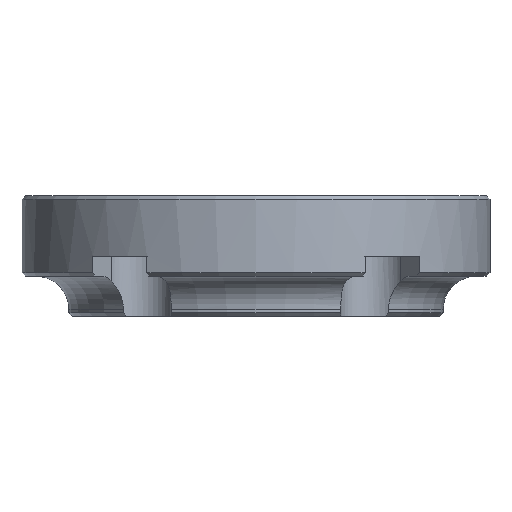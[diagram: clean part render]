
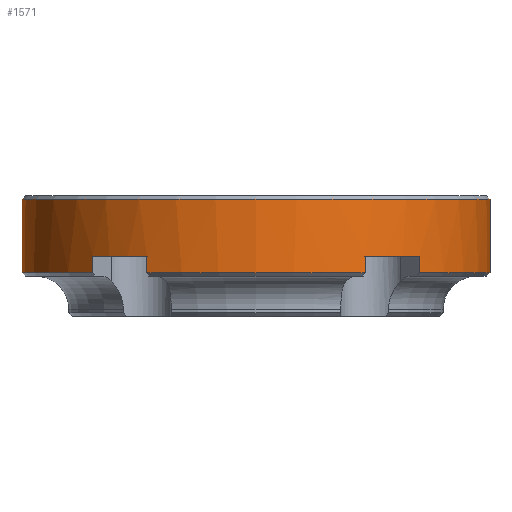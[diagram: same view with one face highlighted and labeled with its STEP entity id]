
A CAD part, front view. The second image highlights one B-rep face of the part: STEP entity #1571.
In plain terms, the highlighted cylindrical face has radius 35 mm (diameter 70 mm), a partial arc.
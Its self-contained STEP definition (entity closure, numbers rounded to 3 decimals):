
#25 = VERTEX_POINT ( 'NONE', #1834 ) ;
#43 = CARTESIAN_POINT ( 'NONE',  ( 35., 0., 0. ) ) ;
#110 = LINE ( 'NONE', #656, #2200 ) ;
#123 = AXIS2_PLACEMENT_3D ( 'NONE', #1453, #1158, #1092 ) ;
#185 = DIRECTION ( 'NONE',  ( -1., 0., 0. ) ) ;
#205 = VERTEX_POINT ( 'NONE', #3530 ) ;
#267 = EDGE_CURVE ( 'NONE', #205, #727, #1136, .T. ) ;
#303 = EDGE_CURVE ( 'NONE', #3158, #2635, #2596, .T. ) ;
#346 = LINE ( 'NONE', #43, #2018 ) ;
#416 = EDGE_CURVE ( 'NONE', #2931, #2635, #1400, .T. ) ;
#419 = DIRECTION ( 'NONE',  ( 0., 0., -1. ) ) ;
#421 = CARTESIAN_POINT ( 'NONE',  ( 0., 0., -11.5 ) ) ;
#433 = ORIENTED_EDGE ( 'NONE', *, *, #303, .F. ) ;
#441 = DIRECTION ( 'NONE',  ( 0., 0., 1. ) ) ;
#456 = DIRECTION ( 'NONE',  ( 0., 0., 1. ) ) ;
#500 = CARTESIAN_POINT ( 'NONE',  ( -35., 0., -11.5 ) ) ;
#516 = DIRECTION ( 'NONE',  ( 0., 0., -1. ) ) ;
#541 = VERTEX_POINT ( 'NONE', #1315 ) ;
#563 = DIRECTION ( 'NONE',  ( 1., 0., 0. ) ) ;
#570 = CARTESIAN_POINT ( 'NONE',  ( -16.316, -30.964, -11.5 ) ) ;
#656 = CARTESIAN_POINT ( 'NONE',  ( 16.316, -30.964, -9. ) ) ;
#727 = VERTEX_POINT ( 'NONE', #570 ) ;
#745 = ORIENTED_EDGE ( 'NONE', *, *, #2088, .F. ) ;
#844 = CIRCLE ( 'NONE', #2262, 35. ) ;
#929 = CARTESIAN_POINT ( 'NONE',  ( 24.407, -25.086, -11.5 ) ) ;
#930 = CIRCLE ( 'NONE', #1690, 35. ) ;
#1011 = ORIENTED_EDGE ( 'NONE', *, *, #416, .T. ) ;
#1043 = CARTESIAN_POINT ( 'NONE',  ( 0., 0., -11.5 ) ) ;
#1081 = EDGE_CURVE ( 'NONE', #3044, #25, #3337, .T. ) ;
#1092 = DIRECTION ( 'NONE',  ( 0.809, -0.588, 0. ) ) ;
#1136 = LINE ( 'NONE', #2357, #3920 ) ;
#1158 = DIRECTION ( 'NONE',  ( 0., 0., -1. ) ) ;
#1192 = ORIENTED_EDGE ( 'NONE', *, *, #2970, .F. ) ;
#1193 = CIRCLE ( 'NONE', #2223, 35. ) ;
#1290 = CYLINDRICAL_SURFACE ( 'NONE', #3708, 35. ) ;
#1297 = VERTEX_POINT ( 'NONE', #3499 ) ;
#1315 = CARTESIAN_POINT ( 'NONE',  ( 16.316, -30.964, -9. ) ) ;
#1400 = CIRCLE ( 'NONE', #1593, 35. ) ;
#1453 = CARTESIAN_POINT ( 'NONE',  ( 0., 0., -9. ) ) ;
#1553 = VERTEX_POINT ( 'NONE', #929 ) ;
#1566 = CARTESIAN_POINT ( 'NONE',  ( 0., 0., 0. ) ) ;
#1571 = ADVANCED_FACE ( 'NONE', ( #1895 ), #1290, .T. ) ;
#1593 = AXIS2_PLACEMENT_3D ( 'NONE', #2164, #3382, #563 ) ;
#1599 = VECTOR ( 'NONE', #3845, 1000. ) ;
#1605 = AXIS2_PLACEMENT_3D ( 'NONE', #3277, #516, #185 ) ;
#1624 = EDGE_CURVE ( 'NONE', #1553, #2520, #1193, .T. ) ;
#1628 = CIRCLE ( 'NONE', #123, 35. ) ;
#1637 = LINE ( 'NONE', #3471, #3293 ) ;
#1690 = AXIS2_PLACEMENT_3D ( 'NONE', #1043, #456, #3526 ) ;
#1811 = LINE ( 'NONE', #3029, #2828 ) ;
#1834 = CARTESIAN_POINT ( 'NONE',  ( -35., 0., -0.5 ) ) ;
#1895 = FACE_OUTER_BOUND ( 'NONE', #3234, .T. ) ;
#2018 = VECTOR ( 'NONE', #2512, 1000. ) ;
#2020 = ORIENTED_EDGE ( 'NONE', *, *, #1624, .T. ) ;
#2024 = DIRECTION ( 'NONE',  ( 0.809, 0.588, 0. ) ) ;
#2040 = ORIENTED_EDGE ( 'NONE', *, *, #3616, .T. ) ;
#2070 = EDGE_CURVE ( 'NONE', #727, #1297, #930, .T. ) ;
#2088 = EDGE_CURVE ( 'NONE', #2931, #25, #1637, .T. ) ;
#2110 = CARTESIAN_POINT ( 'NONE',  ( -24.407, -25.086, -11.5 ) ) ;
#2118 = EDGE_CURVE ( 'NONE', #205, #3158, #1628, .T. ) ;
#2164 = CARTESIAN_POINT ( 'NONE',  ( 0., 0., -11.5 ) ) ;
#2200 = VECTOR ( 'NONE', #419, 1000. ) ;
#2223 = AXIS2_PLACEMENT_3D ( 'NONE', #421, #441, #3848 ) ;
#2262 = AXIS2_PLACEMENT_3D ( 'NONE', #2356, #3545, #2024 ) ;
#2319 = CARTESIAN_POINT ( 'NONE',  ( -24.407, -25.086, -9. ) ) ;
#2325 = CARTESIAN_POINT ( 'NONE',  ( 35., 0., -11.5 ) ) ;
#2328 = EDGE_CURVE ( 'NONE', #2520, #3044, #346, .T. ) ;
#2356 = CARTESIAN_POINT ( 'NONE',  ( 0., 0., -9. ) ) ;
#2357 = CARTESIAN_POINT ( 'NONE',  ( -16.316, -30.964, -9. ) ) ;
#2381 = VERTEX_POINT ( 'NONE', #3244 ) ;
#2468 = ORIENTED_EDGE ( 'NONE', *, *, #1081, .T. ) ;
#2512 = DIRECTION ( 'NONE',  ( 0., 0., 1. ) ) ;
#2520 = VERTEX_POINT ( 'NONE', #2325 ) ;
#2596 = LINE ( 'NONE', #2319, #1599 ) ;
#2635 = VERTEX_POINT ( 'NONE', #2110 ) ;
#2712 = ORIENTED_EDGE ( 'NONE', *, *, #2118, .F. ) ;
#2713 = CARTESIAN_POINT ( 'NONE',  ( 35., 0., -0.5 ) ) ;
#2787 = DIRECTION ( 'NONE',  ( 0., 0., 1. ) ) ;
#2828 = VECTOR ( 'NONE', #3332, 1000. ) ;
#2855 = DIRECTION ( 'NONE',  ( 0., 0., 1. ) ) ;
#2931 = VERTEX_POINT ( 'NONE', #500 ) ;
#2970 = EDGE_CURVE ( 'NONE', #2381, #541, #844, .T. ) ;
#3029 = CARTESIAN_POINT ( 'NONE',  ( 24.407, -25.086, -9. ) ) ;
#3044 = VERTEX_POINT ( 'NONE', #2713 ) ;
#3158 = VERTEX_POINT ( 'NONE', #3405 ) ;
#3234 = EDGE_LOOP ( 'NONE', ( #745, #1011, #433, #2712, #3862, #3380, #3296, #1192, #2040, #2020, #3272, #2468 ) ) ;
#3244 = CARTESIAN_POINT ( 'NONE',  ( 24.407, -25.086, -9. ) ) ;
#3272 = ORIENTED_EDGE ( 'NONE', *, *, #2328, .T. ) ;
#3277 = CARTESIAN_POINT ( 'NONE',  ( 0., 0., -0.5 ) ) ;
#3293 = VECTOR ( 'NONE', #2855, 1000. ) ;
#3296 = ORIENTED_EDGE ( 'NONE', *, *, #3837, .F. ) ;
#3332 = DIRECTION ( 'NONE',  ( 0., 0., -1. ) ) ;
#3337 = CIRCLE ( 'NONE', #1605, 35. ) ;
#3380 = ORIENTED_EDGE ( 'NONE', *, *, #2070, .T. ) ;
#3382 = DIRECTION ( 'NONE',  ( 0., 0., 1. ) ) ;
#3405 = CARTESIAN_POINT ( 'NONE',  ( -24.407, -25.086, -9. ) ) ;
#3417 = DIRECTION ( 'NONE',  ( 1., 0., 0. ) ) ;
#3471 = CARTESIAN_POINT ( 'NONE',  ( -35., 0., 0. ) ) ;
#3499 = CARTESIAN_POINT ( 'NONE',  ( 16.316, -30.964, -11.5 ) ) ;
#3526 = DIRECTION ( 'NONE',  ( 1., 0., 0. ) ) ;
#3530 = CARTESIAN_POINT ( 'NONE',  ( -16.316, -30.964, -9. ) ) ;
#3545 = DIRECTION ( 'NONE',  ( 0., 0., -1. ) ) ;
#3613 = DIRECTION ( 'NONE',  ( 0., 0., -1. ) ) ;
#3616 = EDGE_CURVE ( 'NONE', #2381, #1553, #1811, .T. ) ;
#3708 = AXIS2_PLACEMENT_3D ( 'NONE', #1566, #2787, #3417 ) ;
#3837 = EDGE_CURVE ( 'NONE', #541, #1297, #110, .T. ) ;
#3845 = DIRECTION ( 'NONE',  ( 0., 0., -1. ) ) ;
#3848 = DIRECTION ( 'NONE',  ( 1., 0., 0. ) ) ;
#3862 = ORIENTED_EDGE ( 'NONE', *, *, #267, .T. ) ;
#3920 = VECTOR ( 'NONE', #3613, 1000. ) ;
